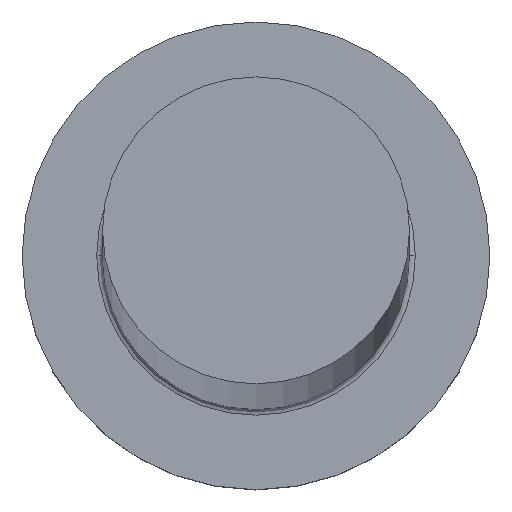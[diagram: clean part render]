
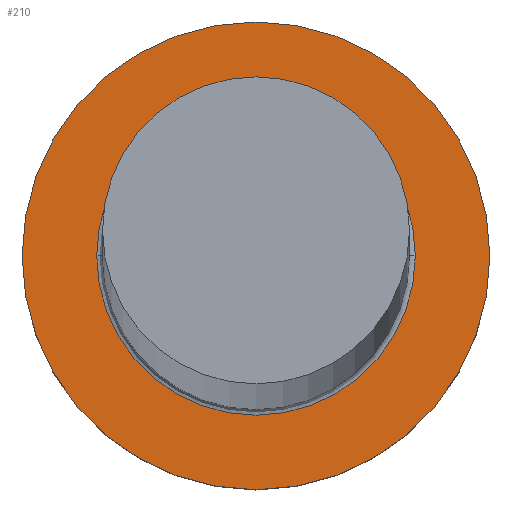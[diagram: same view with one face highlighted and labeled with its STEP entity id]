
A CAD part, top view. The second image highlights one B-rep face of the part: STEP entity #210.
In plain terms, the highlighted planar face has unit normal (0, 0, 1).
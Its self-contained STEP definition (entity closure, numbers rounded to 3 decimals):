
#6 = ORIENTED_EDGE ( 'NONE', *, *, #192, .T. ) ;
#8 = EDGE_CURVE ( 'NONE', #123, #80, #15, .T. ) ;
#10 = DIRECTION ( 'NONE',  ( 1., 0., 0. ) ) ;
#14 = DIRECTION ( 'NONE',  ( 1., 0., 0. ) ) ;
#15 = CIRCLE ( 'NONE', #181, 5.45 ) ;
#17 = AXIS2_PLACEMENT_3D ( 'NONE', #248, #303, #14 ) ;
#30 = EDGE_CURVE ( 'NONE', #272, #294, #208, .T. ) ;
#38 = EDGE_LOOP ( 'NONE', ( #216, #197 ) ) ;
#50 = CARTESIAN_POINT ( 'NONE',  ( -5.45, 0., 5. ) ) ;
#53 = CARTESIAN_POINT ( 'NONE',  ( 5.45, 0., 5. ) ) ;
#56 = AXIS2_PLACEMENT_3D ( 'NONE', #301, #291, #74 ) ;
#62 = PLANE ( 'NONE',  #17 ) ;
#69 = DIRECTION ( 'NONE',  ( 0., 0., 1. ) ) ;
#74 = DIRECTION ( 'NONE',  ( 1., 0., 0. ) ) ;
#76 = CIRCLE ( 'NONE', #168, 5.45 ) ;
#80 = VERTEX_POINT ( 'NONE', #50 ) ;
#99 = EDGE_LOOP ( 'NONE', ( #219, #6 ) ) ;
#102 = FACE_OUTER_BOUND ( 'NONE', #99, .T. ) ;
#123 = VERTEX_POINT ( 'NONE', #53 ) ;
#131 = EDGE_CURVE ( 'NONE', #80, #123, #76, .T. ) ;
#148 = DIRECTION ( 'NONE',  ( 0., 0., -1. ) ) ;
#150 = CARTESIAN_POINT ( 'NONE',  ( -8., 0., 5. ) ) ;
#168 = AXIS2_PLACEMENT_3D ( 'NONE', #289, #287, #292 ) ;
#172 = DIRECTION ( 'NONE',  ( 1., 0., 0. ) ) ;
#179 = AXIS2_PLACEMENT_3D ( 'NONE', #220, #69, #10 ) ;
#181 = AXIS2_PLACEMENT_3D ( 'NONE', #190, #148, #172 ) ;
#190 = CARTESIAN_POINT ( 'NONE',  ( 0., 0., 5. ) ) ;
#192 = EDGE_CURVE ( 'NONE', #294, #272, #227, .T. ) ;
#197 = ORIENTED_EDGE ( 'NONE', *, *, #131, .T. ) ;
#208 = CIRCLE ( 'NONE', #56, 8. ) ;
#210 = ADVANCED_FACE ( 'NONE', ( #213, #102 ), #62, .T. ) ;
#213 = FACE_BOUND ( 'NONE', #38, .T. ) ;
#216 = ORIENTED_EDGE ( 'NONE', *, *, #8, .T. ) ;
#219 = ORIENTED_EDGE ( 'NONE', *, *, #30, .T. ) ;
#220 = CARTESIAN_POINT ( 'NONE',  ( 0., 0., 5. ) ) ;
#227 = CIRCLE ( 'NONE', #179, 8. ) ;
#248 = CARTESIAN_POINT ( 'NONE',  ( 0., 0., 5. ) ) ;
#272 = VERTEX_POINT ( 'NONE', #150 ) ;
#274 = CARTESIAN_POINT ( 'NONE',  ( 8., 0., 5. ) ) ;
#287 = DIRECTION ( 'NONE',  ( 0., 0., -1. ) ) ;
#289 = CARTESIAN_POINT ( 'NONE',  ( 0., 0., 5. ) ) ;
#291 = DIRECTION ( 'NONE',  ( 0., 0., 1. ) ) ;
#292 = DIRECTION ( 'NONE',  ( 1., 0., 0. ) ) ;
#294 = VERTEX_POINT ( 'NONE', #274 ) ;
#301 = CARTESIAN_POINT ( 'NONE',  ( 0., 0., 5. ) ) ;
#303 = DIRECTION ( 'NONE',  ( 0., 0., 1. ) ) ;
